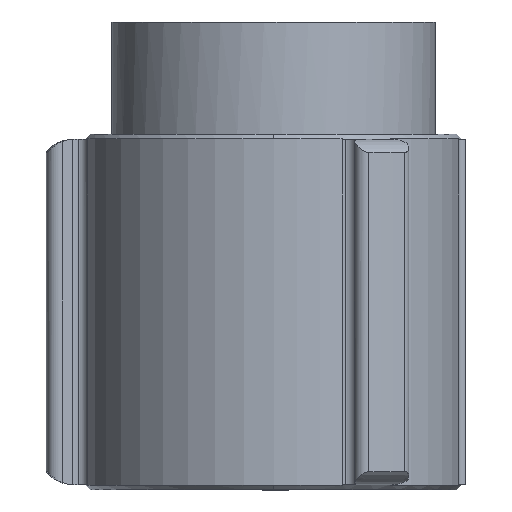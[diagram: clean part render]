
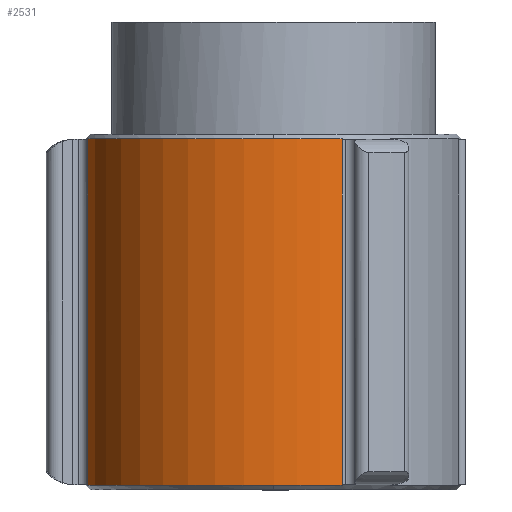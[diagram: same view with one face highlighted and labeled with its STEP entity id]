
A CAD part, left-side view. The second image highlights one B-rep face of the part: STEP entity #2531.
In plain terms, the highlighted cylindrical face has radius 45.244 mm (diameter 90.488 mm), a partial arc.
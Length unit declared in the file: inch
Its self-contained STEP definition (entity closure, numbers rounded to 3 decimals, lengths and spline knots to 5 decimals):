
#405 = EDGE_LOOP ( 'NONE', ( #2240, #2239, #2238, #2237, #2236, #2235 ) ) ;
#507 = CARTESIAN_POINT ( 'NONE',  ( -1.78125, 0., 0.1405 ) ) ;
#879 = CARTESIAN_POINT ( 'NONE',  ( 0., 0., 3.422 ) ) ;
#880 = DIRECTION ( 'NONE',  ( 0., 0., -1. ) ) ;
#881 = DIRECTION ( 'NONE',  ( -1., 0., 0. ) ) ;
#896 = CARTESIAN_POINT ( 'NONE',  ( 0., 0., 0.1405 ) ) ;
#897 = DIRECTION ( 'NONE',  ( 0., 0., -1. ) ) ;
#898 = DIRECTION ( 'NONE',  ( -1., 0., 0. ) ) ;
#975 = CARTESIAN_POINT ( 'NONE',  ( 0., 0., 3.422 ) ) ;
#976 = DIRECTION ( 'NONE',  ( 0., 0., -1. ) ) ;
#977 = DIRECTION ( 'NONE',  ( -1., 0., 0. ) ) ;
#1067 = CARTESIAN_POINT ( 'NONE',  ( 0., 0., 0.1405 ) ) ;
#1068 = DIRECTION ( 'NONE',  ( 0., 0., -1. ) ) ;
#1069 = DIRECTION ( 'NONE',  ( -1., 0., 0. ) ) ;
#1205 = CARTESIAN_POINT ( 'NONE',  ( 0., 0., 0. ) ) ;
#1208 = DIRECTION ( 'NONE',  ( 0., 0., 1. ) ) ;
#1211 = CYLINDRICAL_SURFACE ( 'NONE', #1949, 1.78125 ) ;
#1212 = FACE_OUTER_BOUND ( 'NONE', #405, .T. ) ;
#1214 = DIRECTION ( 'NONE',  ( 1., 0., 0. ) ) ;
#1518 = CARTESIAN_POINT ( 'NONE',  ( -1.65875, -0.64916, 3.422 ) ) ;
#1521 = CARTESIAN_POINT ( 'NONE',  ( -0.26719, 1.7611, 0.1405 ) ) ;
#1527 = CARTESIAN_POINT ( 'NONE',  ( -1.78125, 0., 3.422 ) ) ;
#1546 = CARTESIAN_POINT ( 'NONE',  ( -0.26719, 1.7611, 3.422 ) ) ;
#1549 = CARTESIAN_POINT ( 'NONE',  ( -1.65875, -0.64916, 0.1405 ) ) ;
#1720 = VERTEX_POINT ( 'NONE', #507 ) ;
#1770 = CIRCLE ( 'NONE', #1782, 1.78125 ) ;
#1772 = CIRCLE ( 'NONE', #1798, 1.78125 ) ;
#1782 = AXIS2_PLACEMENT_3D ( 'NONE', #879, #880, #881 ) ;
#1798 = AXIS2_PLACEMENT_3D ( 'NONE', #896, #897, #898 ) ;
#1890 = EDGE_CURVE ( 'NONE', #2716, #2691, #2972, .T. ) ;
#1907 = EDGE_CURVE ( 'NONE', #2719, #2688, #3061, .T. ) ;
#1942 = VECTOR ( 'NONE', #2989, 39.37008 ) ;
#1949 = AXIS2_PLACEMENT_3D ( 'NONE', #1205, #1208, #1214 ) ;
#1958 = VECTOR ( 'NONE', #3096, 39.37008 ) ;
#2235 = ORIENTED_EDGE ( 'NONE', *, *, #1907, .T. ) ;
#2236 = ORIENTED_EDGE ( 'NONE', *, *, #2484, .F. ) ;
#2237 = ORIENTED_EDGE ( 'NONE', *, *, #2514, .F. ) ;
#2238 = ORIENTED_EDGE ( 'NONE', *, *, #1890, .T. ) ;
#2239 = ORIENTED_EDGE ( 'NONE', *, *, #2497, .T. ) ;
#2240 = ORIENTED_EDGE ( 'NONE', *, *, #2481, .T. ) ;
#2394 = CIRCLE ( 'NONE', #2409, 1.78125 ) ;
#2396 = CIRCLE ( 'NONE', #2403, 1.78125 ) ;
#2403 = AXIS2_PLACEMENT_3D ( 'NONE', #975, #976, #977 ) ;
#2409 = AXIS2_PLACEMENT_3D ( 'NONE', #1067, #1068, #1069 ) ;
#2481 = EDGE_CURVE ( 'NONE', #2688, #2697, #1770, .T. ) ;
#2484 = EDGE_CURVE ( 'NONE', #2719, #1720, #1772, .T. ) ;
#2497 = EDGE_CURVE ( 'NONE', #2697, #2716, #2396, .T. ) ;
#2514 = EDGE_CURVE ( 'NONE', #1720, #2691, #2394, .T. ) ;
#2531 = ADVANCED_FACE ( 'NONE', ( #1212 ), #1211, .T. ) ;
#2688 = VERTEX_POINT ( 'NONE', #1518 ) ;
#2691 = VERTEX_POINT ( 'NONE', #1521 ) ;
#2697 = VERTEX_POINT ( 'NONE', #1527 ) ;
#2716 = VERTEX_POINT ( 'NONE', #1546 ) ;
#2719 = VERTEX_POINT ( 'NONE', #1549 ) ;
#2972 = LINE ( 'NONE', #2988, #1942 ) ;
#2988 = CARTESIAN_POINT ( 'NONE',  ( -0.26719, 1.7611, 1.73069 ) ) ;
#2989 = DIRECTION ( 'NONE',  ( 0., 0., -1. ) ) ;
#3061 = LINE ( 'NONE', #3095, #1958 ) ;
#3095 = CARTESIAN_POINT ( 'NONE',  ( -1.65875, -0.64916, 1.73069 ) ) ;
#3096 = DIRECTION ( 'NONE',  ( 0., 0., 1. ) ) ;
